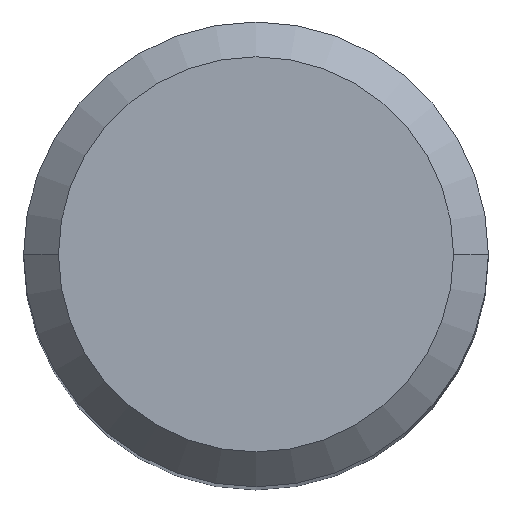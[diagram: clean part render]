
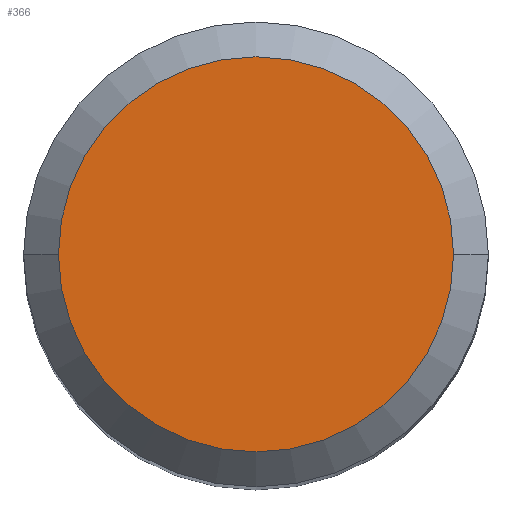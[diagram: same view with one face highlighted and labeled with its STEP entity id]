
A CAD part, top view. The second image highlights one B-rep face of the part: STEP entity #366.
In plain terms, the highlighted planar face has unit normal (0, 0, 1).
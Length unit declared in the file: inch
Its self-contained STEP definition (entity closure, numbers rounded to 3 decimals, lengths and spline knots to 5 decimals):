
#9 = AXIS2_PLACEMENT_3D ( 'NONE', #282, #87, #364 ) ;
#31 = FACE_OUTER_BOUND ( 'NONE', #434, .T. ) ;
#36 = DIRECTION ( 'NONE',  ( 1., 0., 0. ) ) ;
#64 = CARTESIAN_POINT ( 'NONE',  ( 0.16732, 0., 0. ) ) ;
#73 = CARTESIAN_POINT ( 'NONE',  ( 0., 0., 0. ) ) ;
#87 = DIRECTION ( 'NONE',  ( 0., 0., 1. ) ) ;
#103 = CARTESIAN_POINT ( 'NONE',  ( -0.16732, 0., 0. ) ) ;
#107 = EDGE_CURVE ( 'NONE', #238, #363, #418, .T. ) ;
#109 = DIRECTION ( 'NONE',  ( 0., 0., 1. ) ) ;
#151 = CIRCLE ( 'NONE', #305, 0.16732 ) ;
#159 = AXIS2_PLACEMENT_3D ( 'NONE', #73, #374, #342 ) ;
#199 = ORIENTED_EDGE ( 'NONE', *, *, #107, .T. ) ;
#220 = CARTESIAN_POINT ( 'NONE',  ( 0., 0., 0. ) ) ;
#238 = VERTEX_POINT ( 'NONE', #64 ) ;
#282 = CARTESIAN_POINT ( 'NONE',  ( 0., 0., 0. ) ) ;
#305 = AXIS2_PLACEMENT_3D ( 'NONE', #220, #109, #36 ) ;
#342 = DIRECTION ( 'NONE',  ( -1., 0., 0. ) ) ;
#363 = VERTEX_POINT ( 'NONE', #103 ) ;
#364 = DIRECTION ( 'NONE',  ( 1., 0., 0. ) ) ;
#366 = ADVANCED_FACE ( 'NONE', ( #31 ), #491, .F. ) ;
#374 = DIRECTION ( 'NONE',  ( 0., 0., -1. ) ) ;
#418 = CIRCLE ( 'NONE', #9, 0.16732 ) ;
#431 = ORIENTED_EDGE ( 'NONE', *, *, #489, .T. ) ;
#434 = EDGE_LOOP ( 'NONE', ( #431, #199 ) ) ;
#489 = EDGE_CURVE ( 'NONE', #363, #238, #151, .T. ) ;
#491 = PLANE ( 'NONE',  #159 ) ;
